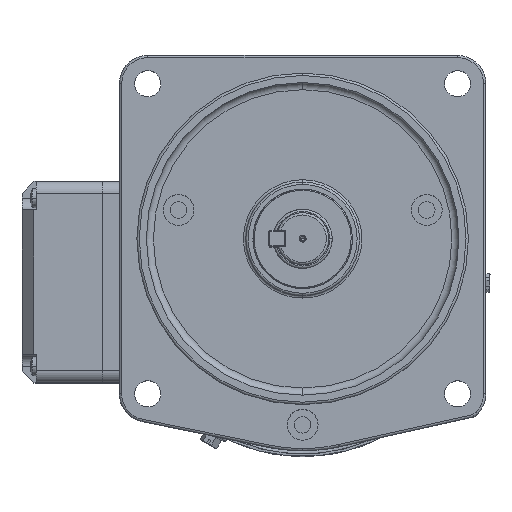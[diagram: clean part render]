
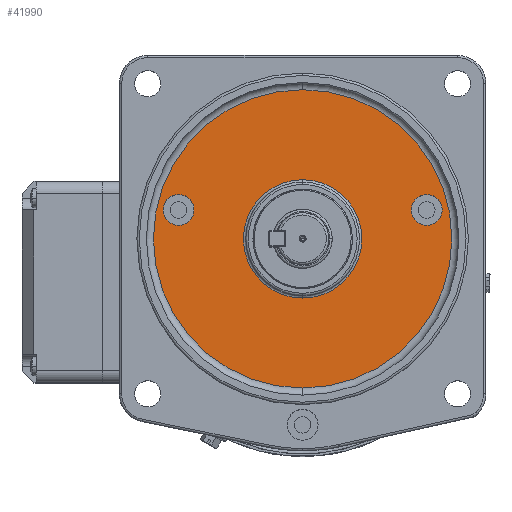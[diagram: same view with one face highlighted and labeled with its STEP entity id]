
A CAD part, top view. The second image highlights one B-rep face of the part: STEP entity #41990.
In plain terms, the highlighted face is planar.
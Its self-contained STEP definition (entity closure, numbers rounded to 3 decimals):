
#2581 = VERTEX_POINT ( 'NONE', #21069 ) ;
#2584 = VERTEX_POINT ( 'NONE', #21073 ) ;
#2843 = EDGE_CURVE ( 'NONE', #2581, #2584, #21512, .T. ) ;
#16847 = VERTEX_POINT ( 'NONE', #46612 ) ;
#17235 = VERTEX_POINT ( 'NONE', #46674 ) ;
#17236 = EDGE_CURVE ( 'NONE', #17235, #16847, #46687, .T. ) ;
#18248 = EDGE_CURVE ( 'NONE', #42066, #42131, #48598, .T. ) ;
#21069 = CARTESIAN_POINT ( 'NONE',  ( 0., 3.5, 63. ) ) ;
#21073 = CARTESIAN_POINT ( 'NONE',  ( 0., 3.5, -63. ) ) ;
#21508 = CARTESIAN_POINT ( 'NONE',  ( 0., 3.5, 0. ) ) ;
#21510 = AXIS2_PLACEMENT_3D ( 'NONE', #21508, #21563, #21562 ) ;
#21512 = CIRCLE ( 'NONE', #21510, 63. ) ;
#21562 = DIRECTION ( 'NONE',  ( 0., 0., -1. ) ) ;
#21563 = DIRECTION ( 'NONE',  ( 0., -1., 0. ) ) ;
#41825 = EDGE_LOOP ( 'NONE', ( #41987, #42030 ) ) ;
#41981 = EDGE_LOOP ( 'NONE', ( #42031, #42018 ) ) ;
#41982 = ORIENTED_EDGE ( 'NONE', *, *, #42033, .F. ) ;
#41987 = ORIENTED_EDGE ( 'NONE', *, *, #17236, .T. ) ;
#41988 = ORIENTED_EDGE ( 'NONE', *, *, #42040, .T. ) ;
#41990 = ADVANCED_FACE ( 'NONE', ( #49331, #49315, #49372, #49377 ), #49378, .T. ) ;
#41995 = ORIENTED_EDGE ( 'NONE', *, *, #2843, .T. ) ;
#41996 = EDGE_LOOP ( 'NONE', ( #41988, #41995 ) ) ;
#42012 = EDGE_CURVE ( 'NONE', #42131, #42066, #49404, .T. ) ;
#42013 = EDGE_CURVE ( 'NONE', #16847, #17235, #49403, .T. ) ;
#42018 = ORIENTED_EDGE ( 'NONE', *, *, #18248, .F. ) ;
#42030 = ORIENTED_EDGE ( 'NONE', *, *, #42013, .T. ) ;
#42031 = ORIENTED_EDGE ( 'NONE', *, *, #42012, .F. ) ;
#42032 = ORIENTED_EDGE ( 'NONE', *, *, #42235, .F. ) ;
#42033 = EDGE_CURVE ( 'NONE', #42234, #42243, #49467, .T. ) ;
#42035 = EDGE_LOOP ( 'NONE', ( #41982, #42032 ) ) ;
#42040 = EDGE_CURVE ( 'NONE', #2584, #2581, #49461, .T. ) ;
#42066 = VERTEX_POINT ( 'NONE', #49529 ) ;
#42131 = VERTEX_POINT ( 'NONE', #49654 ) ;
#42234 = VERTEX_POINT ( 'NONE', #49892 ) ;
#42235 = EDGE_CURVE ( 'NONE', #42243, #42234, #49852, .T. ) ;
#42243 = VERTEX_POINT ( 'NONE', #49890 ) ;
#46612 = CARTESIAN_POINT ( 'NONE',  ( 0., 3.5, 25. ) ) ;
#46669 = AXIS2_PLACEMENT_3D ( 'NONE', #46722, #46721, #46720 ) ;
#46674 = CARTESIAN_POINT ( 'NONE',  ( 0., 3.5, -25. ) ) ;
#46687 = CIRCLE ( 'NONE', #46669, 25. ) ;
#46720 = DIRECTION ( 'NONE',  ( 0., 0., -1. ) ) ;
#46721 = DIRECTION ( 'NONE',  ( 0., 1., 0. ) ) ;
#46722 = CARTESIAN_POINT ( 'NONE',  ( 0., 3.5, 0. ) ) ;
#48598 = CIRCLE ( 'NONE', #48637, 6.5 ) ;
#48635 = DIRECTION ( 'NONE',  ( 0., 0., -1. ) ) ;
#48636 = DIRECTION ( 'NONE',  ( 0., -1., 0. ) ) ;
#48637 = AXIS2_PLACEMENT_3D ( 'NONE', #48643, #48636, #48635 ) ;
#48643 = CARTESIAN_POINT ( 'NONE',  ( 52.395, 3.5, -12.25 ) ) ;
#49315 = FACE_BOUND ( 'NONE', #41825, .T. ) ;
#49326 = AXIS2_PLACEMENT_3D ( 'NONE', #49366, #49365, #49364 ) ;
#49331 = FACE_OUTER_BOUND ( 'NONE', #41996, .T. ) ;
#49364 = DIRECTION ( 'NONE',  ( 0., 0., -1. ) ) ;
#49365 = DIRECTION ( 'NONE',  ( 0., -1., 0. ) ) ;
#49366 = CARTESIAN_POINT ( 'NONE',  ( 0., 3.5, 0. ) ) ;
#49372 = FACE_BOUND ( 'NONE', #41981, .T. ) ;
#49377 = FACE_BOUND ( 'NONE', #42035, .T. ) ;
#49378 = PLANE ( 'NONE',  #49326 ) ;
#49386 = DIRECTION ( 'NONE',  ( 0., 0., -1. ) ) ;
#49387 = DIRECTION ( 'NONE',  ( 0., 1., 0. ) ) ;
#49392 = DIRECTION ( 'NONE',  ( 0., 0., -1. ) ) ;
#49393 = DIRECTION ( 'NONE',  ( 0., -1., 0. ) ) ;
#49394 = AXIS2_PLACEMENT_3D ( 'NONE', #49406, #49393, #49392 ) ;
#49398 = AXIS2_PLACEMENT_3D ( 'NONE', #49400, #49387, #49386 ) ;
#49400 = CARTESIAN_POINT ( 'NONE',  ( 0., 3.5, 0. ) ) ;
#49403 = CIRCLE ( 'NONE', #49398, 25. ) ;
#49404 = CIRCLE ( 'NONE', #49394, 6.5 ) ;
#49406 = CARTESIAN_POINT ( 'NONE',  ( 52.395, 3.5, -12.25 ) ) ;
#49436 = DIRECTION ( 'NONE',  ( 0., -1., 0. ) ) ;
#49455 = CARTESIAN_POINT ( 'NONE',  ( 0., 3.5, 0. ) ) ;
#49456 = DIRECTION ( 'NONE',  ( 0., 0., -1. ) ) ;
#49461 = CIRCLE ( 'NONE', #49473, 63. ) ;
#49463 = DIRECTION ( 'NONE',  ( 0., 0., -1. ) ) ;
#49464 = DIRECTION ( 'NONE',  ( 0., -1., 0. ) ) ;
#49467 = CIRCLE ( 'NONE', #49472, 6.5 ) ;
#49471 = CARTESIAN_POINT ( 'NONE',  ( -52.395, 3.5, -12.25 ) ) ;
#49472 = AXIS2_PLACEMENT_3D ( 'NONE', #49471, #49464, #49463 ) ;
#49473 = AXIS2_PLACEMENT_3D ( 'NONE', #49455, #49436, #49456 ) ;
#49529 = CARTESIAN_POINT ( 'NONE',  ( 52.395, 3.5, -5.75 ) ) ;
#49654 = CARTESIAN_POINT ( 'NONE',  ( 52.395, 3.5, -18.75 ) ) ;
#49852 = CIRCLE ( 'NONE', #49888, 6.5 ) ;
#49886 = DIRECTION ( 'NONE',  ( 0., 0., -1. ) ) ;
#49887 = DIRECTION ( 'NONE',  ( 0., -1., 0. ) ) ;
#49888 = AXIS2_PLACEMENT_3D ( 'NONE', #49894, #49887, #49886 ) ;
#49890 = CARTESIAN_POINT ( 'NONE',  ( -52.395, 3.5, -5.75 ) ) ;
#49892 = CARTESIAN_POINT ( 'NONE',  ( -52.395, 3.5, -18.75 ) ) ;
#49894 = CARTESIAN_POINT ( 'NONE',  ( -52.395, 3.5, -12.25 ) ) ;
